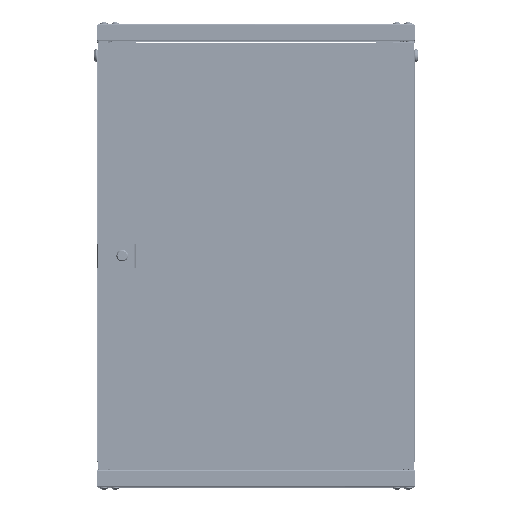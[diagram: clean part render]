
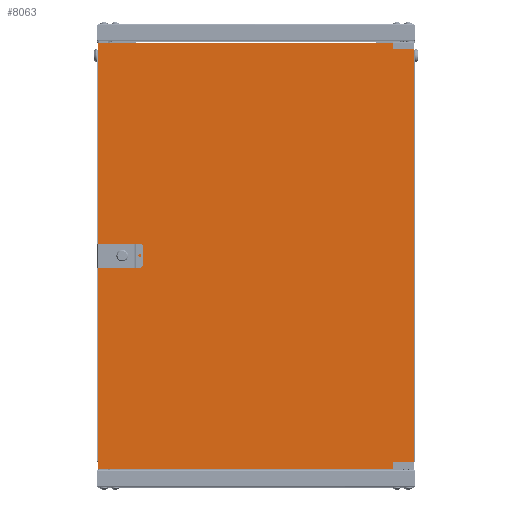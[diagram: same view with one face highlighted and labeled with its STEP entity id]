
A CAD part, top view. The second image highlights one B-rep face of the part: STEP entity #8063.
In plain terms, the highlighted planar face has unit normal (0, 0, 1).
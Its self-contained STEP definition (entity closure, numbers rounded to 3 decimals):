
#342 = VERTEX_POINT ( 'NONE', #468 ) ;
#468 = CARTESIAN_POINT ( 'NONE',  ( -243., 0., 4. ) ) ;
#1776 = DIRECTION ( 'NONE',  ( 0., 0., 1. ) ) ;
#2700 = VECTOR ( 'NONE', #45781, 1000. ) ;
#3834 = PLANE ( 'NONE',  #76379 ) ;
#6647 = CIRCLE ( 'NONE', #10674, 10. ) ;
#7570 = LINE ( 'NONE', #20994, #2700 ) ;
#7823 = CARTESIAN_POINT ( 'NONE',  ( -298., -403., 4. ) ) ;
#8063 = ADVANCED_FACE ( 'NONE', ( #54702, #16448 ), #3834, .F. ) ;
#10554 = DIRECTION ( 'NONE',  ( -1., 0., 0. ) ) ;
#10674 = AXIS2_PLACEMENT_3D ( 'NONE', #15612, #1776, #58932 ) ;
#14204 = VECTOR ( 'NONE', #78129, 1000. ) ;
#15612 = CARTESIAN_POINT ( 'NONE',  ( -253., 0., 4. ) ) ;
#15857 = ORIENTED_EDGE ( 'NONE', *, *, #25997, .F. ) ;
#16371 = VECTOR ( 'NONE', #66312, 1000. ) ;
#16448 = FACE_OUTER_BOUND ( 'NONE', #37137, .T. ) ;
#16858 = DIRECTION ( 'NONE',  ( 0., 0., -1. ) ) ;
#20994 = CARTESIAN_POINT ( 'NONE',  ( 298., -403., 4. ) ) ;
#22173 = VECTOR ( 'NONE', #51792, 1000. ) ;
#23149 = CARTESIAN_POINT ( 'NONE',  ( -263., 0., 4. ) ) ;
#24560 = AXIS2_PLACEMENT_3D ( 'NONE', #73008, #40640, #61234 ) ;
#25962 = VERTEX_POINT ( 'NONE', #37908 ) ;
#25997 = EDGE_CURVE ( 'NONE', #342, #29824, #6647, .T. ) ;
#26152 = CARTESIAN_POINT ( 'NONE',  ( -298., 403., 4. ) ) ;
#26539 = EDGE_CURVE ( 'NONE', #36271, #25962, #7570, .T. ) ;
#28645 = CARTESIAN_POINT ( 'NONE',  ( 0., 0., 4. ) ) ;
#29741 = ORIENTED_EDGE ( 'NONE', *, *, #30061, .F. ) ;
#29824 = VERTEX_POINT ( 'NONE', #23149 ) ;
#30061 = EDGE_CURVE ( 'NONE', #29824, #342, #82272, .T. ) ;
#33587 = LINE ( 'NONE', #46620, #14204 ) ;
#34599 = EDGE_CURVE ( 'NONE', #52347, #44633, #47389, .T. ) ;
#36271 = VERTEX_POINT ( 'NONE', #7823 ) ;
#36966 = ORIENTED_EDGE ( 'NONE', *, *, #26539, .T. ) ;
#37137 = EDGE_LOOP ( 'NONE', ( #51367, #36966, #62026, #56655 ) ) ;
#37908 = CARTESIAN_POINT ( 'NONE',  ( 298., -403., 4. ) ) ;
#40640 = DIRECTION ( 'NONE',  ( 0., 0., 1. ) ) ;
#41000 = EDGE_CURVE ( 'NONE', #25962, #52347, #33587, .T. ) ;
#44633 = VERTEX_POINT ( 'NONE', #77428 ) ;
#45781 = DIRECTION ( 'NONE',  ( 1., 0., 0. ) ) ;
#46620 = CARTESIAN_POINT ( 'NONE',  ( 298., 403., 4. ) ) ;
#47389 = LINE ( 'NONE', #79306, #16371 ) ;
#48291 = CARTESIAN_POINT ( 'NONE',  ( 298., 403., 4. ) ) ;
#49137 = EDGE_CURVE ( 'NONE', #44633, #36271, #82453, .T. ) ;
#51367 = ORIENTED_EDGE ( 'NONE', *, *, #49137, .T. ) ;
#51792 = DIRECTION ( 'NONE',  ( 0., -1., 0. ) ) ;
#52347 = VERTEX_POINT ( 'NONE', #48291 ) ;
#54702 = FACE_BOUND ( 'NONE', #64666, .T. ) ;
#56655 = ORIENTED_EDGE ( 'NONE', *, *, #34599, .T. ) ;
#58932 = DIRECTION ( 'NONE',  ( 1., 0., 0. ) ) ;
#61234 = DIRECTION ( 'NONE',  ( 1., 0., 0. ) ) ;
#62026 = ORIENTED_EDGE ( 'NONE', *, *, #41000, .T. ) ;
#64666 = EDGE_LOOP ( 'NONE', ( #15857, #29741 ) ) ;
#66312 = DIRECTION ( 'NONE',  ( -1., 0., 0. ) ) ;
#73008 = CARTESIAN_POINT ( 'NONE',  ( -253., 0., 4. ) ) ;
#76379 = AXIS2_PLACEMENT_3D ( 'NONE', #28645, #16858, #10554 ) ;
#77428 = CARTESIAN_POINT ( 'NONE',  ( -298., 403., 4. ) ) ;
#78129 = DIRECTION ( 'NONE',  ( 0., 1., 0. ) ) ;
#79306 = CARTESIAN_POINT ( 'NONE',  ( 298., 403., 4. ) ) ;
#82272 = CIRCLE ( 'NONE', #24560, 10. ) ;
#82453 = LINE ( 'NONE', #26152, #22173 ) ;
